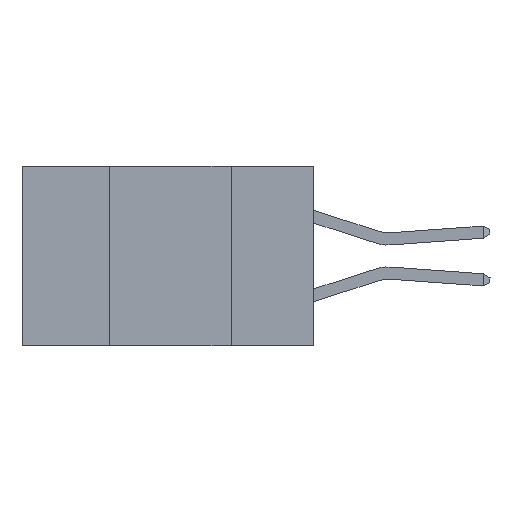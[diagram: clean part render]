
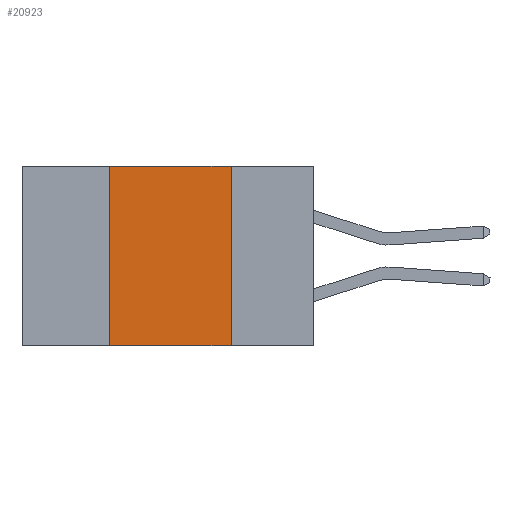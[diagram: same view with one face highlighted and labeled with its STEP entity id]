
A CAD part, left-side view. The second image highlights one B-rep face of the part: STEP entity #20923.
In plain terms, the highlighted planar face has unit normal (-1, 0, 0).
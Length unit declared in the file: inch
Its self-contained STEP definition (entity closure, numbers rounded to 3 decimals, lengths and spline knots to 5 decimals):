
#1034 = CARTESIAN_POINT ( 'NONE',  ( 0., 0.42, -0.37 ) ) ;
#3198 = AXIS2_PLACEMENT_3D ( 'NONE', #13276, #19641, #19919 ) ;
#6677 = VERTEX_POINT ( 'NONE', #1034 ) ;
#6950 = PLANE ( 'NONE',  #3198 ) ;
#7200 = ORIENTED_EDGE ( 'NONE', *, *, #22311, .F. ) ;
#9314 = CARTESIAN_POINT ( 'NONE',  ( 0., 0.17, 0. ) ) ;
#9372 = CARTESIAN_POINT ( 'NONE',  ( 0., 0.42, 0. ) ) ;
#10991 = VECTOR ( 'NONE', #23711, 39.37008 ) ;
#11272 = CARTESIAN_POINT ( 'NONE',  ( 0., 0.42, 0. ) ) ;
#11996 = LINE ( 'NONE', #11272, #39796 ) ;
#12824 = ORIENTED_EDGE ( 'NONE', *, *, #35637, .F. ) ;
#12946 = LINE ( 'NONE', #36521, #10991 ) ;
#13230 = VERTEX_POINT ( 'NONE', #9372 ) ;
#13276 = CARTESIAN_POINT ( 'NONE',  ( 0., 0.6, 0. ) ) ;
#13638 = VERTEX_POINT ( 'NONE', #34373 ) ;
#18112 = EDGE_CURVE ( 'NONE', #13230, #38708, #26883, .T. ) ;
#18151 = DIRECTION ( 'NONE',  ( 0., 0., -1. ) ) ;
#18540 = ORIENTED_EDGE ( 'NONE', *, *, #18112, .F. ) ;
#18648 = CARTESIAN_POINT ( 'NONE',  ( 0., 0.17, 0. ) ) ;
#18914 = ORIENTED_EDGE ( 'NONE', *, *, #22907, .T. ) ;
#19641 = DIRECTION ( 'NONE',  ( 1., 0., 0. ) ) ;
#19919 = DIRECTION ( 'NONE',  ( 0., 0., -1. ) ) ;
#20923 = ADVANCED_FACE ( 'NONE', ( #39435 ), #6950, .F. ) ;
#22311 = EDGE_CURVE ( 'NONE', #6677, #13230, #11996, .T. ) ;
#22907 = EDGE_CURVE ( 'NONE', #6677, #13638, #12946, .T. ) ;
#23711 = DIRECTION ( 'NONE',  ( 0., -1., 0. ) ) ;
#26883 = LINE ( 'NONE', #27406, #38335 ) ;
#27141 = DIRECTION ( 'NONE',  ( 0., 0., 1. ) ) ;
#27406 = CARTESIAN_POINT ( 'NONE',  ( 0., 0.6, 0. ) ) ;
#27440 = EDGE_LOOP ( 'NONE', ( #12824, #18540, #7200, #18914 ) ) ;
#30764 = LINE ( 'NONE', #9314, #35246 ) ;
#33538 = DIRECTION ( 'NONE',  ( 0., -1., 0. ) ) ;
#34373 = CARTESIAN_POINT ( 'NONE',  ( 0., 0.17, -0.37 ) ) ;
#35246 = VECTOR ( 'NONE', #18151, 39.37008 ) ;
#35637 = EDGE_CURVE ( 'NONE', #38708, #13638, #30764, .T. ) ;
#36521 = CARTESIAN_POINT ( 'NONE',  ( 0., 0.6, -0.37 ) ) ;
#38335 = VECTOR ( 'NONE', #33538, 39.37008 ) ;
#38708 = VERTEX_POINT ( 'NONE', #18648 ) ;
#39435 = FACE_OUTER_BOUND ( 'NONE', #27440, .T. ) ;
#39796 = VECTOR ( 'NONE', #27141, 39.37008 ) ;
